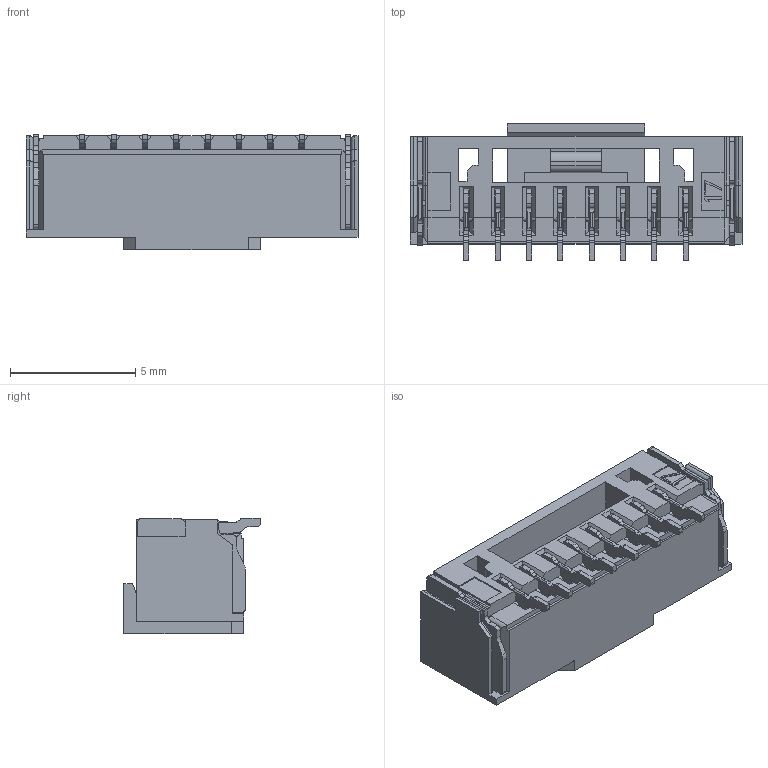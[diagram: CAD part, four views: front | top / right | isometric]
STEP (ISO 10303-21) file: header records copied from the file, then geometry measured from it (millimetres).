
FILE_DESCRIPTION((''),'2;1');
FILE_NAME('125-WTB-H-ST-SMT-CONN-8PC','2022-01-19T',('Administrator'),(''),'CREO PARAMETRIC BY PTC INC, 2014500','CREO PARAMETRIC BY PTC INC, 2014500','');
FILE_SCHEMA(('CONFIG_CONTROL_DESIGN'));
Length unit declared in the file: millimetre
Products named in the file (1): 125-WTB-H-ST-SMT-CONN-8PC
Bounding box: 13.25 x 5.45 x 4.62 mm (x, y, z)
Volume: 152.2 mm3; surface area: 679.7 mm2
Topology: 1 solids, 1 shells, 933 faces, 2816 edges, 1816 vertices
Faces by surface type: plane 652, cylinder 281
Entity records: 31542 total; most frequent: CARTESIAN_POINT 5813, ORIENTED_EDGE 5632, DIRECTION 5140, EDGE_CURVE 2816, VECTOR 2238, LINE 2238, VERTEX_POINT 1816, AXIS2_PLACEMENT_3D 1451
